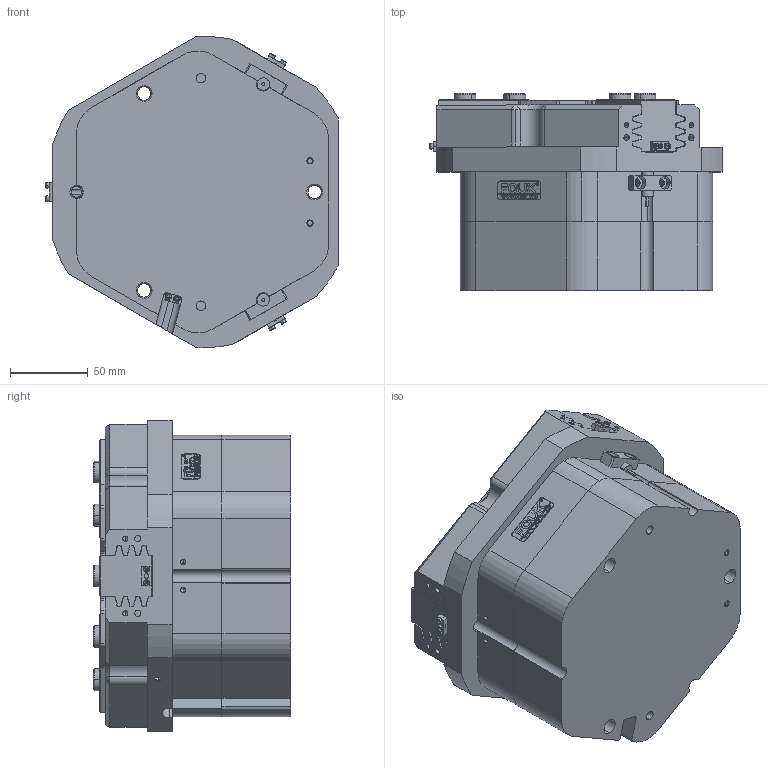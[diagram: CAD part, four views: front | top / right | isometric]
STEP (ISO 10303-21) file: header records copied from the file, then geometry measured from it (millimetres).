
FILE_DESCRIPTION (( 'STEP AP203' ), '1' );
FILE_NAME ('FZ125-200-S-NO.STEP', '2025-01-11T07:12:16', ( 'USER-' ), ( 'Microsoft' ), 'SwSTEP 2.0', 'SolidWorks 2018', '' );
FILE_SCHEMA (( 'CONFIG_CONTROL_DESIGN' ));
Length unit declared in the file: millimetre
Products named in the file (14): FZ125-200-S-NO; 棠羲換覜ん; TZT125-200-M-01 褲极; TZT125-200-M-06 笢猾啣; 湮酴; 揤輸蚾饜极; 电容传感器; TZT125-200-M-NO-05 赻坶菁裔啣; 揤輸杅耀.sldasm-Part-9; ﾏ擎ﾗ14｡ﾁ10｡ﾁ8; TZT125-200-S-02 賑輸; 埴翐芛_GB_FASTENER_SCREWS_HSHCS M2X8-N; 32x12-R2; FZ125-200-S
Assembly tree (26 placements, depth 4):
  FZ125-200-S-NO
    FZ125-200-S
      TZT125-200-S-02 賑輸  x3
      湮酴  x2
      电容传感器  x2
      TZT125-200-M-06 笢猾啣
      TZT125-200-M-01 褲极
      32x12-R2
      揤輸蚾饜极  x3
        揤輸杅耀.sldasm-Part-9
        埴翐芛_GB_FASTENER_SCREWS_HSHCS M2X8-N
      棠羲換覜ん  x2
      ﾏ擎ﾗ14｡ﾁ10｡ﾁ8  x6
    TZT125-200-M-NO-05 赻坶菁裔啣
Bounding box: 187.5 x 126.5 x 199.96 mm (x, y, z)
Volume: 2718558.6 mm3; surface area: 295451.1 mm2
Topology: 28 solids, 42 shells, 1592 faces, 4065 edges, 2576 vertices
Faces by surface type: plane 806, cylinder 416, cone 203, bspline 155, torus 12
Entity records: 42328 total; most frequent: CARTESIAN_POINT 12572, ORIENTED_EDGE 5962, DIRECTION 5433, EDGE_CURVE 2981, VECTOR 1953, LINE 1953, VERTEX_POINT 1943, AXIS2_PLACEMENT_3D 1740
